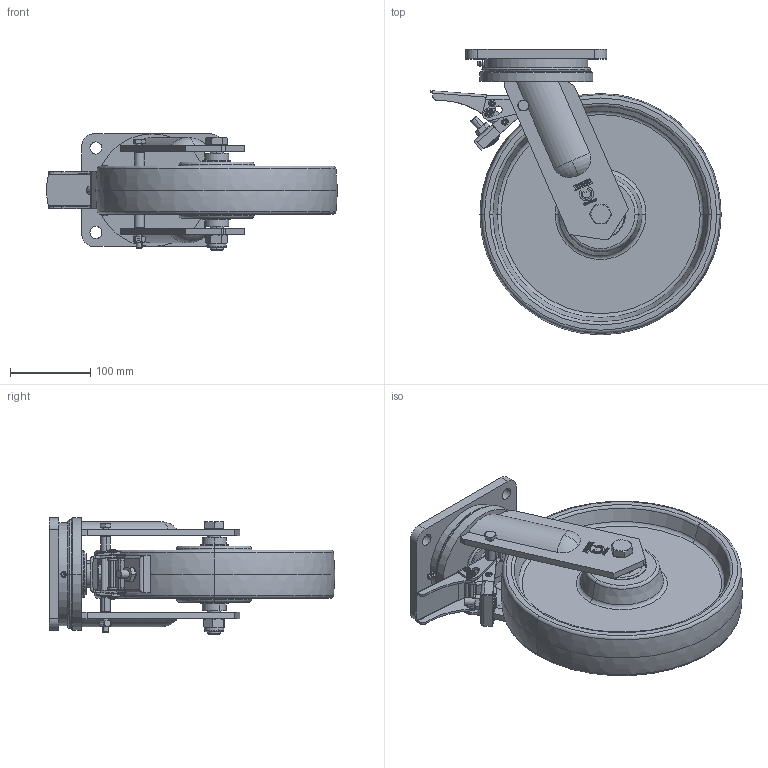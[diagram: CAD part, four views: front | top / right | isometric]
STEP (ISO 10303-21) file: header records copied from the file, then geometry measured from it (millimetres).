
FILE_DESCRIPTION (( 'STEP AP214' ), '1' );
FILE_NAME ('0019305.step', '2023-03-17T08:09:58', ( '' ), ( '' ), 'SwSTEP 2.0', 'SolidWorks 2020', '' );
FILE_SCHEMA (( 'AUTOMOTIVE_DESIGN' ));
Length unit declared in the file: millimetre
Products named in the file (1): 0019305
Bounding box: 361.15 x 355 x 144.5 mm (x, y, z)
Surface area: 463481.1 mm2 (no closed solid volume)
Topology: 0 solids, 65 shells, 535 faces, 2163 edges, 1666 vertices
Faces by surface type: plane 222, cylinder 152, cone 62, torus 62, bspline 29, sphere 8
Entity records: 31067 total; most frequent: CARTESIAN_POINT 9171, ORIENTED_EDGE 3114, DIRECTION 2812, EDGE_CURVE 2155, VERTEX_POINT 1664, AXIS2_PLACEMENT_3D 1095, B_SPLINE_CURVE_WITH_KNOTS 852, EDGE_LOOP 669
